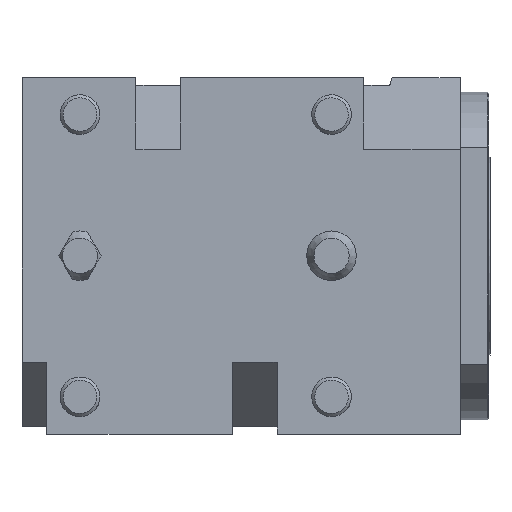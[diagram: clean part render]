
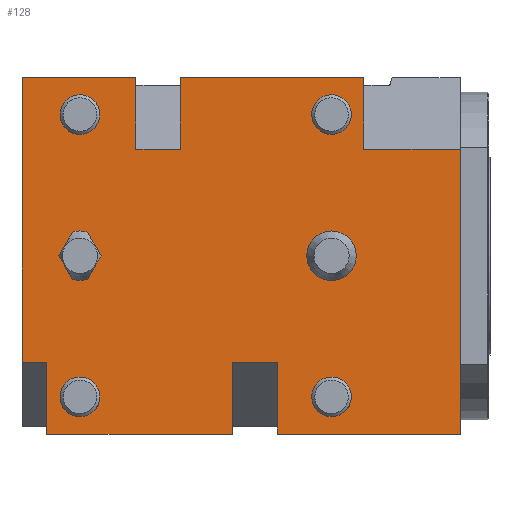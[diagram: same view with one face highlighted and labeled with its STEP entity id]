
A CAD part, top view. The second image highlights one B-rep face of the part: STEP entity #128.
In plain terms, the highlighted planar face has unit normal (0, 0, 1).
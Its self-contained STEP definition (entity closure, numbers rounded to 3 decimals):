
#128=ADVANCED_FACE('',(#247,#248,#249,#250,#251,#252,#253),#201,.T.);
#201=PLANE('',#1269);
#247=FACE_BOUND('',#288,.T.);
#248=FACE_BOUND('',#289,.T.);
#249=FACE_BOUND('',#290,.T.);
#250=FACE_BOUND('',#291,.T.);
#251=FACE_BOUND('',#292,.T.);
#252=FACE_BOUND('',#293,.T.);
#253=FACE_BOUND('',#294,.T.);
#288=EDGE_LOOP('',(#429,#430,#431,#432,#433,#434));
#289=EDGE_LOOP('',(#435));
#290=EDGE_LOOP('',(#436));
#291=EDGE_LOOP('',(#437));
#292=EDGE_LOOP('',(#438));
#293=EDGE_LOOP('',(#439,#440,#441,#442,#443,#444,#445,#446,#447,#448,#449,
#450,#451,#452,#453,#454));
#294=EDGE_LOOP('',(#455));
#384=CIRCLE('',#1262,9.997);
#385=CIRCLE('',#1263,9.997);
#386=CIRCLE('',#1264,8.);
#387=CIRCLE('',#1265,8.);
#388=CIRCLE('',#1266,8.);
#389=CIRCLE('',#1267,8.);
#390=CIRCLE('',#1268,9.997);
#429=ORIENTED_EDGE('',*,*,#861,.F.);
#430=ORIENTED_EDGE('',*,*,#862,.F.);
#431=ORIENTED_EDGE('',*,*,#863,.T.);
#432=ORIENTED_EDGE('',*,*,#864,.T.);
#433=ORIENTED_EDGE('',*,*,#865,.T.);
#434=ORIENTED_EDGE('',*,*,#866,.T.);
#435=ORIENTED_EDGE('',*,*,#867,.T.);
#436=ORIENTED_EDGE('',*,*,#868,.T.);
#437=ORIENTED_EDGE('',*,*,#869,.T.);
#438=ORIENTED_EDGE('',*,*,#870,.T.);
#439=ORIENTED_EDGE('',*,*,#871,.T.);
#440=ORIENTED_EDGE('',*,*,#872,.F.);
#441=ORIENTED_EDGE('',*,*,#873,.T.);
#442=ORIENTED_EDGE('',*,*,#874,.T.);
#443=ORIENTED_EDGE('',*,*,#875,.T.);
#444=ORIENTED_EDGE('',*,*,#876,.F.);
#445=ORIENTED_EDGE('',*,*,#877,.T.);
#446=ORIENTED_EDGE('',*,*,#878,.T.);
#447=ORIENTED_EDGE('',*,*,#879,.T.);
#448=ORIENTED_EDGE('',*,*,#880,.T.);
#449=ORIENTED_EDGE('',*,*,#881,.T.);
#450=ORIENTED_EDGE('',*,*,#882,.T.);
#451=ORIENTED_EDGE('',*,*,#883,.T.);
#452=ORIENTED_EDGE('',*,*,#884,.T.);
#453=ORIENTED_EDGE('',*,*,#885,.T.);
#454=ORIENTED_EDGE('',*,*,#886,.T.);
#455=ORIENTED_EDGE('',*,*,#887,.T.);
#749=VERTEX_POINT('',#1742);
#750=VERTEX_POINT('',#1743);
#751=VERTEX_POINT('',#1745);
#752=VERTEX_POINT('',#1747);
#753=VERTEX_POINT('',#1749);
#754=VERTEX_POINT('',#1751);
#755=VERTEX_POINT('',#1754);
#756=VERTEX_POINT('',#1756);
#757=VERTEX_POINT('',#1758);
#758=VERTEX_POINT('',#1760);
#759=VERTEX_POINT('',#1762);
#760=VERTEX_POINT('',#1763);
#761=VERTEX_POINT('',#1765);
#762=VERTEX_POINT('',#1767);
#763=VERTEX_POINT('',#1769);
#764=VERTEX_POINT('',#1771);
#765=VERTEX_POINT('',#1773);
#766=VERTEX_POINT('',#1775);
#767=VERTEX_POINT('',#1777);
#768=VERTEX_POINT('',#1779);
#769=VERTEX_POINT('',#1781);
#770=VERTEX_POINT('',#1783);
#771=VERTEX_POINT('',#1785);
#772=VERTEX_POINT('',#1787);
#773=VERTEX_POINT('',#1789);
#774=VERTEX_POINT('',#1791);
#775=VERTEX_POINT('',#1794);
#861=EDGE_CURVE('',#749,#750,#1021,.T.);
#862=EDGE_CURVE('',#751,#749,#1022,.T.);
#863=EDGE_CURVE('',#751,#752,#384,.T.);
#864=EDGE_CURVE('',#752,#753,#1023,.T.);
#865=EDGE_CURVE('',#753,#754,#1024,.T.);
#866=EDGE_CURVE('',#754,#750,#385,.T.);
#867=EDGE_CURVE('',#755,#755,#386,.T.);
#868=EDGE_CURVE('',#756,#756,#387,.T.);
#869=EDGE_CURVE('',#757,#757,#388,.T.);
#870=EDGE_CURVE('',#758,#758,#389,.T.);
#871=EDGE_CURVE('',#759,#760,#1025,.T.);
#872=EDGE_CURVE('',#761,#760,#1026,.T.);
#873=EDGE_CURVE('',#761,#762,#1027,.T.);
#874=EDGE_CURVE('',#762,#763,#1028,.T.);
#875=EDGE_CURVE('',#763,#764,#1029,.T.);
#876=EDGE_CURVE('',#765,#764,#1030,.T.);
#877=EDGE_CURVE('',#765,#766,#1031,.T.);
#878=EDGE_CURVE('',#766,#767,#1032,.T.);
#879=EDGE_CURVE('',#767,#768,#1033,.T.);
#880=EDGE_CURVE('',#768,#769,#1034,.T.);
#881=EDGE_CURVE('',#769,#770,#1035,.T.);
#882=EDGE_CURVE('',#770,#771,#1036,.T.);
#883=EDGE_CURVE('',#771,#772,#1037,.T.);
#884=EDGE_CURVE('',#772,#773,#1038,.T.);
#885=EDGE_CURVE('',#773,#774,#1039,.T.);
#886=EDGE_CURVE('',#774,#759,#1040,.T.);
#887=EDGE_CURVE('',#775,#775,#390,.T.);
#1021=LINE('',#1741,#1125);
#1022=LINE('',#1744,#1126);
#1023=LINE('',#1748,#1127);
#1024=LINE('',#1750,#1128);
#1025=LINE('',#1761,#1129);
#1026=LINE('',#1764,#1130);
#1027=LINE('',#1766,#1131);
#1028=LINE('',#1768,#1132);
#1029=LINE('',#1770,#1133);
#1030=LINE('',#1772,#1134);
#1031=LINE('',#1774,#1135);
#1032=LINE('',#1776,#1136);
#1033=LINE('',#1778,#1137);
#1034=LINE('',#1780,#1138);
#1035=LINE('',#1782,#1139);
#1036=LINE('',#1784,#1140);
#1037=LINE('',#1786,#1141);
#1038=LINE('',#1788,#1142);
#1039=LINE('',#1790,#1143);
#1040=LINE('',#1792,#1144);
#1125=VECTOR('',#1390,1.);
#1126=VECTOR('',#1391,1.);
#1127=VECTOR('',#1394,1.);
#1128=VECTOR('',#1395,1.);
#1129=VECTOR('',#1406,1.);
#1130=VECTOR('',#1407,1.);
#1131=VECTOR('',#1408,1.);
#1132=VECTOR('',#1409,1.);
#1133=VECTOR('',#1410,1.);
#1134=VECTOR('',#1411,1.);
#1135=VECTOR('',#1412,1.);
#1136=VECTOR('',#1413,1.);
#1137=VECTOR('',#1414,1.);
#1138=VECTOR('',#1415,1.);
#1139=VECTOR('',#1416,1.);
#1140=VECTOR('',#1417,1.);
#1141=VECTOR('',#1418,1.);
#1142=VECTOR('',#1419,1.);
#1143=VECTOR('',#1420,1.);
#1144=VECTOR('',#1421,1.);
#1262=AXIS2_PLACEMENT_3D('',#1746,#1392,#1393);
#1263=AXIS2_PLACEMENT_3D('',#1752,#1396,#1397);
#1264=AXIS2_PLACEMENT_3D('',#1753,#1398,#1399);
#1265=AXIS2_PLACEMENT_3D('',#1755,#1400,#1401);
#1266=AXIS2_PLACEMENT_3D('',#1757,#1402,#1403);
#1267=AXIS2_PLACEMENT_3D('',#1759,#1404,#1405);
#1268=AXIS2_PLACEMENT_3D('',#1793,#1422,#1423);
#1269=AXIS2_PLACEMENT_3D('',#1795,#1424,#1425);
#1390=DIRECTION('',(-0.5,0.866,0.));
#1391=DIRECTION('',(0.5,0.866,0.));
#1392=DIRECTION('',(0.,0.,-1.));
#1393=DIRECTION('',(1.,0.,0.));
#1394=DIRECTION('',(-0.5,0.866,0.));
#1395=DIRECTION('',(0.5,0.866,0.));
#1396=DIRECTION('',(0.,0.,-1.));
#1397=DIRECTION('',(1.,0.,0.));
#1398=DIRECTION('',(0.,0.,-1.));
#1399=DIRECTION('',(0.997,-0.075,0.));
#1400=DIRECTION('',(0.,0.,-1.));
#1401=DIRECTION('',(0.997,-0.075,0.));
#1402=DIRECTION('',(0.,0.,-1.));
#1403=DIRECTION('',(0.997,-0.075,0.));
#1404=DIRECTION('',(0.,0.,-1.));
#1405=DIRECTION('',(0.997,-0.075,0.));
#1406=DIRECTION('',(0.,-1.,0.));
#1407=DIRECTION('',(-1.,0.,0.));
#1408=DIRECTION('',(0.,1.,0.));
#1409=DIRECTION('',(1.,0.,0.));
#1410=DIRECTION('',(0.,-1.,0.));
#1411=DIRECTION('',(-1.,0.,0.));
#1412=DIRECTION('',(0.,1.,0.));
#1413=DIRECTION('',(-1.,0.,0.));
#1414=DIRECTION('',(0.,1.,0.));
#1415=DIRECTION('',(-1.,0.,0.));
#1416=DIRECTION('',(0.,-1.,0.));
#1417=DIRECTION('',(-1.,0.,0.));
#1418=DIRECTION('',(0.,1.,0.));
#1419=DIRECTION('',(-1.,0.,0.));
#1420=DIRECTION('',(0.,-1.,0.));
#1421=DIRECTION('',(1.,0.,0.));
#1422=DIRECTION('',(0.,0.,-1.));
#1423=DIRECTION('',(1.,0.,0.));
#1424=DIRECTION('',(0.,0.,1.));
#1425=DIRECTION('',(1.,0.,0.));
#1741=CARTESIAN_POINT('',(-88.248,-8.395,0.));
#1742=CARTESIAN_POINT('',(-93.094,0.,0.));
#1743=CARTESIAN_POINT('',(-98.6,9.536,0.));
#1744=CARTESIAN_POINT('',(-25.894,116.395,0.));
#1745=CARTESIAN_POINT('',(-98.6,-9.536,0.));
#1746=CARTESIAN_POINT('',(-101.6,0.,0.));
#1747=CARTESIAN_POINT('',(-104.6,-9.536,0.));
#1748=CARTESIAN_POINT('',(-101.006,-15.761,0.));
#1749=CARTESIAN_POINT('',(-110.106,0.,0.));
#1750=CARTESIAN_POINT('',(-38.652,123.761,0.));
#1751=CARTESIAN_POINT('',(-104.6,9.536,0.));
#1752=CARTESIAN_POINT('',(-101.6,0.,0.));
#1753=CARTESIAN_POINT('',(0.,-57.,0.));
#1754=CARTESIAN_POINT('',(7.978,-57.596,0.));
#1755=CARTESIAN_POINT('',(-101.6,-57.,0.));
#1756=CARTESIAN_POINT('',(-93.622,-57.596,0.));
#1757=CARTESIAN_POINT('',(-101.6,57.,0.));
#1758=CARTESIAN_POINT('',(-93.622,56.404,0.));
#1759=CARTESIAN_POINT('',(0.,57.,0.));
#1760=CARTESIAN_POINT('',(7.978,56.404,0.));
#1761=CARTESIAN_POINT('',(-115.,-43.,0.));
#1762=CARTESIAN_POINT('',(-115.,-43.,0.));
#1763=CARTESIAN_POINT('',(-115.,-72.,0.));
#1764=CARTESIAN_POINT('',(-41.,-72.,0.));
#1765=CARTESIAN_POINT('',(-40.,-72.,0.));
#1766=CARTESIAN_POINT('',(-40.,-72.,0.));
#1767=CARTESIAN_POINT('',(-40.,-43.,0.));
#1768=CARTESIAN_POINT('',(-41.,-43.,0.));
#1769=CARTESIAN_POINT('',(-22.,-43.,0.));
#1770=CARTESIAN_POINT('',(-22.,-43.,0.));
#1771=CARTESIAN_POINT('',(-22.,-72.,0.));
#1772=CARTESIAN_POINT('',(51.,-72.,0.));
#1773=CARTESIAN_POINT('',(52.,-72.,0.));
#1774=CARTESIAN_POINT('',(52.,-72.,0.));
#1775=CARTESIAN_POINT('',(52.,43.,0.));
#1776=CARTESIAN_POINT('',(51.,43.,0.));
#1777=CARTESIAN_POINT('',(13.,43.,0.));
#1778=CARTESIAN_POINT('',(13.,43.,0.));
#1779=CARTESIAN_POINT('',(13.,72.,0.));
#1780=CARTESIAN_POINT('',(13.,72.,0.));
#1781=CARTESIAN_POINT('',(-61.,72.,0.));
#1782=CARTESIAN_POINT('',(-61.,72.,0.));
#1783=CARTESIAN_POINT('',(-61.,43.,0.));
#1784=CARTESIAN_POINT('',(-62.,43.,0.));
#1785=CARTESIAN_POINT('',(-79.,43.,0.));
#1786=CARTESIAN_POINT('',(-79.,43.,0.));
#1787=CARTESIAN_POINT('',(-79.,72.,0.));
#1788=CARTESIAN_POINT('',(-80.,72.,0.));
#1789=CARTESIAN_POINT('',(-125.,72.,0.));
#1790=CARTESIAN_POINT('',(-125.,72.,0.));
#1791=CARTESIAN_POINT('',(-125.,-43.,0.));
#1792=CARTESIAN_POINT('',(-126.,-43.,0.));
#1793=CARTESIAN_POINT('',(0.,0.,0.));
#1794=CARTESIAN_POINT('',(9.997,0.,0.));
#1795=CARTESIAN_POINT('',(51.,72.,0.));
